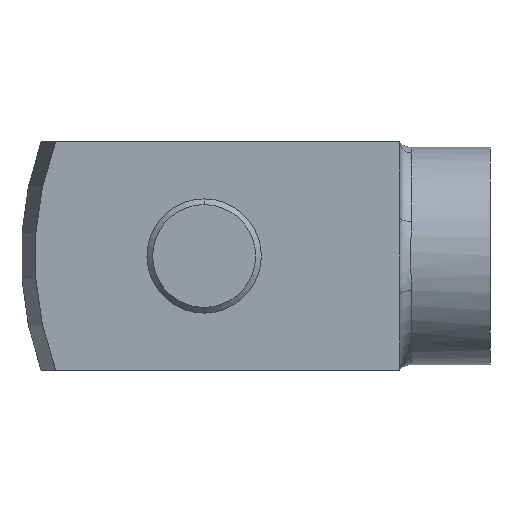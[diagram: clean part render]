
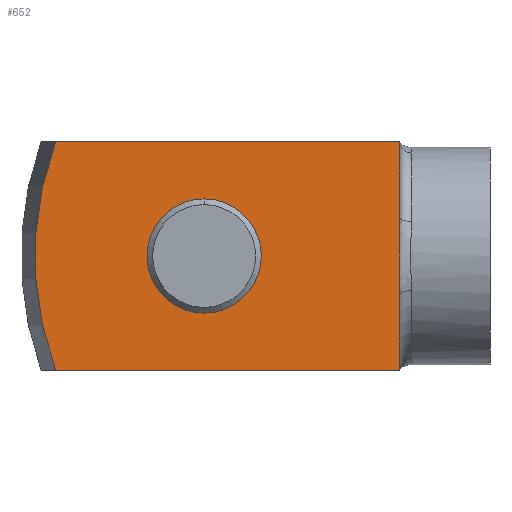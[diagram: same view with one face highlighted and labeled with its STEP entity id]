
A CAD part, left-side view. The second image highlights one B-rep face of the part: STEP entity #652.
In plain terms, the highlighted planar face has unit normal (-1, 0, 0).
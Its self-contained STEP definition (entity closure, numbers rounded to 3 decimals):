
#24 = FACE_BOUND ( 'NONE', #51, .T. ) ;
#28 = EDGE_CURVE ( 'NONE', #1150, #342, #172, .T. ) ;
#34 = AXIS2_PLACEMENT_3D ( 'NONE', #763, #761, #758 ) ;
#51 = EDGE_LOOP ( 'NONE', ( #166, #1624 ) ) ;
#57 = EDGE_CURVE ( 'NONE', #525, #1150, #1020, .T. ) ;
#85 = CIRCLE ( 'NONE', #957, 5. ) ;
#89 = DIRECTION ( 'NONE',  ( 0., 0., -1. ) ) ;
#98 = CARTESIAN_POINT ( 'NONE',  ( -10., -12.62, -10. ) ) ;
#166 = ORIENTED_EDGE ( 'NONE', *, *, #1277, .T. ) ;
#172 = LINE ( 'NONE', #1243, #231 ) ;
#226 = CARTESIAN_POINT ( 'NONE',  ( -10., -20.5, 10. ) ) ;
#231 = VECTOR ( 'NONE', #1247, 1000. ) ;
#261 = DIRECTION ( 'NONE',  ( 0., 0., -1. ) ) ;
#262 = CARTESIAN_POINT ( 'NONE',  ( -10., 17.468, 10. ) ) ;
#286 = VECTOR ( 'NONE', #1380, 1000. ) ;
#309 = CARTESIAN_POINT ( 'NONE',  ( -10., -12.62, 10. ) ) ;
#342 = VERTEX_POINT ( 'NONE', #1560 ) ;
#391 = VERTEX_POINT ( 'NONE', #1457 ) ;
#451 = CARTESIAN_POINT ( 'NONE',  ( -10., 17.468, -10. ) ) ;
#516 = DIRECTION ( 'NONE',  ( 0., -1., 0. ) ) ;
#525 = VERTEX_POINT ( 'NONE', #1102 ) ;
#531 = ORIENTED_EDGE ( 'NONE', *, *, #28, .F. ) ;
#560 = EDGE_CURVE ( 'NONE', #391, #1630, #710, .T. ) ;
#609 = DIRECTION ( 'NONE',  ( 0., 0., -1. ) ) ;
#612 = DIRECTION ( 'NONE',  ( 1., 0., 0. ) ) ;
#623 = CARTESIAN_POINT ( 'NONE',  ( -10., -20.5, 10. ) ) ;
#636 = CARTESIAN_POINT ( 'NONE',  ( -10., 4.5, -5. ) ) ;
#644 = PLANE ( 'NONE',  #1345 ) ;
#652 = ADVANCED_FACE ( 'NONE', ( #24, #1727 ), #644, .F. ) ;
#655 = DIRECTION ( 'NONE',  ( 0., -1., 0. ) ) ;
#670 = VECTOR ( 'NONE', #516, 1000. ) ;
#710 = CIRCLE ( 'NONE', #34, 5. ) ;
#758 = DIRECTION ( 'NONE',  ( 0., 0., -1. ) ) ;
#761 = DIRECTION ( 'NONE',  ( 1., 0., 0. ) ) ;
#763 = CARTESIAN_POINT ( 'NONE',  ( -10., 4.5, 0. ) ) ;
#771 = DIRECTION ( 'NONE',  ( 0., 0., -1. ) ) ;
#793 = DIRECTION ( 'NONE',  ( -1., 0., 0. ) ) ;
#811 = AXIS2_PLACEMENT_3D ( 'NONE', #817, #793, #771 ) ;
#817 = CARTESIAN_POINT ( 'NONE',  ( -10., -9.05, 0. ) ) ;
#843 = CARTESIAN_POINT ( 'NONE',  ( -10., -12.62, 3.362 ) ) ;
#949 = CARTESIAN_POINT ( 'NONE',  ( -10., -20.5, -10. ) ) ;
#957 = AXIS2_PLACEMENT_3D ( 'NONE', #1672, #1482, #89 ) ;
#991 = VECTOR ( 'NONE', #261, 1000. ) ;
#1020 = LINE ( 'NONE', #309, #991 ) ;
#1102 = CARTESIAN_POINT ( 'NONE',  ( -10., -12.62, 10. ) ) ;
#1140 = LINE ( 'NONE', #226, #670 ) ;
#1150 = VERTEX_POINT ( 'NONE', #843 ) ;
#1165 = VECTOR ( 'NONE', #655, 1000. ) ;
#1243 = CARTESIAN_POINT ( 'NONE',  ( -10., -12.62, 10. ) ) ;
#1247 = DIRECTION ( 'NONE',  ( 0., 0., -1. ) ) ;
#1277 = EDGE_CURVE ( 'NONE', #1630, #391, #85, .T. ) ;
#1279 = CIRCLE ( 'NONE', #811, 28.341 ) ;
#1338 = VERTEX_POINT ( 'NONE', #98 ) ;
#1345 = AXIS2_PLACEMENT_3D ( 'NONE', #623, #612, #609 ) ;
#1380 = DIRECTION ( 'NONE',  ( 0., 0., -1. ) ) ;
#1400 = ORIENTED_EDGE ( 'NONE', *, *, #1460, .F. ) ;
#1427 = LINE ( 'NONE', #1600, #286 ) ;
#1457 = CARTESIAN_POINT ( 'NONE',  ( -10., 4.5, 5. ) ) ;
#1460 = EDGE_CURVE ( 'NONE', #1462, #525, #1140, .T. ) ;
#1462 = VERTEX_POINT ( 'NONE', #262 ) ;
#1482 = DIRECTION ( 'NONE',  ( 1., 0., 0. ) ) ;
#1485 = ORIENTED_EDGE ( 'NONE', *, *, #1787, .F. ) ;
#1500 = ORIENTED_EDGE ( 'NONE', *, *, #1701, .T. ) ;
#1560 = CARTESIAN_POINT ( 'NONE',  ( -10., -12.62, -3.362 ) ) ;
#1600 = CARTESIAN_POINT ( 'NONE',  ( -10., -12.62, 10. ) ) ;
#1617 = EDGE_CURVE ( 'NONE', #1462, #1703, #1279, .T. ) ;
#1624 = ORIENTED_EDGE ( 'NONE', *, *, #560, .T. ) ;
#1630 = VERTEX_POINT ( 'NONE', #636 ) ;
#1652 = ORIENTED_EDGE ( 'NONE', *, *, #57, .F. ) ;
#1654 = EDGE_LOOP ( 'NONE', ( #1400, #1767, #1500, #1485, #531, #1652 ) ) ;
#1672 = CARTESIAN_POINT ( 'NONE',  ( -10., 4.5, 0. ) ) ;
#1701 = EDGE_CURVE ( 'NONE', #1703, #1338, #1828, .T. ) ;
#1703 = VERTEX_POINT ( 'NONE', #451 ) ;
#1727 = FACE_OUTER_BOUND ( 'NONE', #1654, .T. ) ;
#1767 = ORIENTED_EDGE ( 'NONE', *, *, #1617, .T. ) ;
#1787 = EDGE_CURVE ( 'NONE', #342, #1338, #1427, .T. ) ;
#1828 = LINE ( 'NONE', #949, #1165 ) ;
